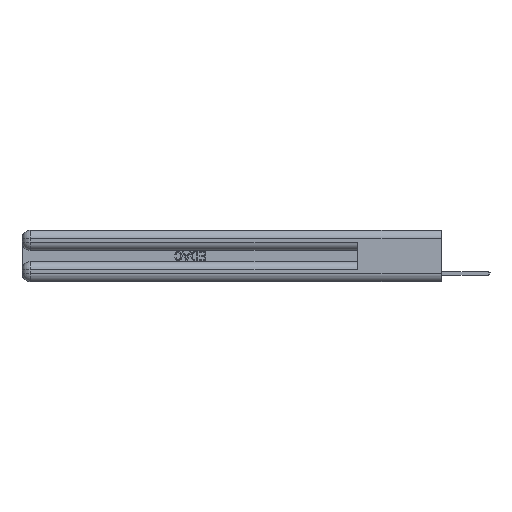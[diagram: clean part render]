
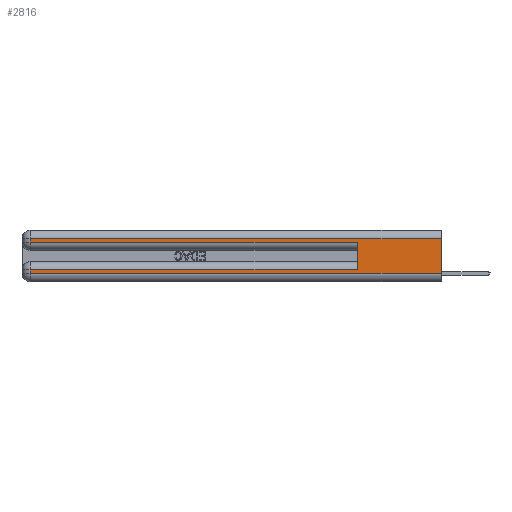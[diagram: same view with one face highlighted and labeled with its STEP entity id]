
A CAD part, left-side view. The second image highlights one B-rep face of the part: STEP entity #2816.
In plain terms, the highlighted planar face has unit normal (-1, 0, 0).
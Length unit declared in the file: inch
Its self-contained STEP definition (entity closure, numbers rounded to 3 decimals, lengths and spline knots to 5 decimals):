
#1266 = ORIENTED_EDGE ( 'NONE', *, *, #8111, .T. ) ;
#1317 = AXIS2_PLACEMENT_3D ( 'NONE', #2407, #2706, #5110 ) ;
#1723 = VECTOR ( 'NONE', #2395, 39.37008 ) ;
#2395 = DIRECTION ( 'NONE',  ( 0., -1., 0. ) ) ;
#2407 = CARTESIAN_POINT ( 'NONE',  ( 0., 0., 0.37 ) ) ;
#2488 = CARTESIAN_POINT ( 'NONE',  ( 0., 0., 0.285 ) ) ;
#2706 = DIRECTION ( 'NONE',  ( 1., 0., 0. ) ) ;
#2816 = ADVANCED_FACE ( 'NONE', ( #22985 ), #25728, .F. ) ;
#3142 = CARTESIAN_POINT ( 'NONE',  ( 0., 0., 0.31 ) ) ;
#3551 = EDGE_CURVE ( 'NONE', #22400, #12144, #21848, .T. ) ;
#3718 = CARTESIAN_POINT ( 'NONE',  ( 0., 2.94, 0.085 ) ) ;
#4152 = VERTEX_POINT ( 'NONE', #3718 ) ;
#4517 = EDGE_CURVE ( 'NONE', #4152, #20383, #5957, .T. ) ;
#4950 = CARTESIAN_POINT ( 'NONE',  ( 0., 0., 0.31 ) ) ;
#5110 = DIRECTION ( 'NONE',  ( 0., 0., -1. ) ) ;
#5661 = DIRECTION ( 'NONE',  ( 0., 1., 0. ) ) ;
#5957 = LINE ( 'NONE', #12570, #11351 ) ;
#7115 = CARTESIAN_POINT ( 'NONE',  ( 0., 0., 0.085 ) ) ;
#8111 = EDGE_CURVE ( 'NONE', #20383, #13993, #14764, .T. ) ;
#8942 = LINE ( 'NONE', #7115, #23716 ) ;
#10925 = LINE ( 'NONE', #28360, #27132 ) ;
#11312 = CARTESIAN_POINT ( 'NONE',  ( 0., 0.6, 0.085 ) ) ;
#11351 = VECTOR ( 'NONE', #19003, 39.37008 ) ;
#12144 = VERTEX_POINT ( 'NONE', #26749 ) ;
#12570 = CARTESIAN_POINT ( 'NONE',  ( 0., 2.94, 0.37 ) ) ;
#12866 = CARTESIAN_POINT ( 'NONE',  ( 0., 2.94, 0.31 ) ) ;
#13241 = CARTESIAN_POINT ( 'NONE',  ( 0., 0.6, 0.145 ) ) ;
#13488 = CARTESIAN_POINT ( 'NONE',  ( 0., 0., 0.06 ) ) ;
#13993 = VERTEX_POINT ( 'NONE', #28670 ) ;
#14061 = ORIENTED_EDGE ( 'NONE', *, *, #16345, .T. ) ;
#14119 = VECTOR ( 'NONE', #5661, 39.37008 ) ;
#14267 = EDGE_CURVE ( 'NONE', #25495, #13993, #10925, .T. ) ;
#14315 = VECTOR ( 'NONE', #15322, 39.37008 ) ;
#14533 = EDGE_CURVE ( 'NONE', #17930, #12144, #22408, .T. ) ;
#14602 = EDGE_LOOP ( 'NONE', ( #29468, #14061, #28797, #25006, #14926, #21082, #25276, #1266 ) ) ;
#14764 = LINE ( 'NONE', #13488, #21942 ) ;
#14926 = ORIENTED_EDGE ( 'NONE', *, *, #14533, .F. ) ;
#15322 = DIRECTION ( 'NONE',  ( 0., 0., -1. ) ) ;
#16345 = EDGE_CURVE ( 'NONE', #25495, #21733, #27471, .T. ) ;
#16754 = DIRECTION ( 'NONE',  ( 0., 0., -1. ) ) ;
#17930 = VERTEX_POINT ( 'NONE', #11312 ) ;
#18293 = LINE ( 'NONE', #27030, #14315 ) ;
#18646 = CARTESIAN_POINT ( 'NONE',  ( 0., 2.94, 0.06 ) ) ;
#19003 = DIRECTION ( 'NONE',  ( 0., 0., -1. ) ) ;
#20383 = VERTEX_POINT ( 'NONE', #18646 ) ;
#20440 = DIRECTION ( 'NONE',  ( 0., -1., 0. ) ) ;
#21082 = ORIENTED_EDGE ( 'NONE', *, *, #26035, .T. ) ;
#21733 = VERTEX_POINT ( 'NONE', #12866 ) ;
#21848 = LINE ( 'NONE', #2488, #1723 ) ;
#21942 = VECTOR ( 'NONE', #20440, 39.37008 ) ;
#22400 = VERTEX_POINT ( 'NONE', #24098 ) ;
#22408 = LINE ( 'NONE', #13241, #22777 ) ;
#22777 = VECTOR ( 'NONE', #27859, 39.37008 ) ;
#22917 = DIRECTION ( 'NONE',  ( 0., 1., 0. ) ) ;
#22985 = FACE_OUTER_BOUND ( 'NONE', #14602, .T. ) ;
#23716 = VECTOR ( 'NONE', #22917, 39.37008 ) ;
#24098 = CARTESIAN_POINT ( 'NONE',  ( 0., 2.94, 0.285 ) ) ;
#25006 = ORIENTED_EDGE ( 'NONE', *, *, #3551, .T. ) ;
#25276 = ORIENTED_EDGE ( 'NONE', *, *, #4517, .T. ) ;
#25495 = VERTEX_POINT ( 'NONE', #4950 ) ;
#25728 = PLANE ( 'NONE',  #1317 ) ;
#26035 = EDGE_CURVE ( 'NONE', #17930, #4152, #8942, .T. ) ;
#26285 = EDGE_CURVE ( 'NONE', #21733, #22400, #18293, .T. ) ;
#26749 = CARTESIAN_POINT ( 'NONE',  ( 0., 0.6, 0.285 ) ) ;
#27030 = CARTESIAN_POINT ( 'NONE',  ( 0., 2.94, 0.37 ) ) ;
#27132 = VECTOR ( 'NONE', #16754, 39.37008 ) ;
#27471 = LINE ( 'NONE', #3142, #14119 ) ;
#27859 = DIRECTION ( 'NONE',  ( 0., 0., 1. ) ) ;
#28360 = CARTESIAN_POINT ( 'NONE',  ( 0., 0., 0.37 ) ) ;
#28670 = CARTESIAN_POINT ( 'NONE',  ( 0., 0., 0.06 ) ) ;
#28797 = ORIENTED_EDGE ( 'NONE', *, *, #26285, .T. ) ;
#29468 = ORIENTED_EDGE ( 'NONE', *, *, #14267, .F. ) ;
